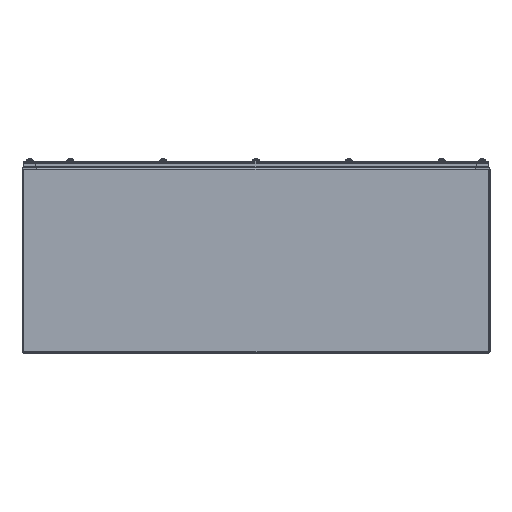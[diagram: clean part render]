
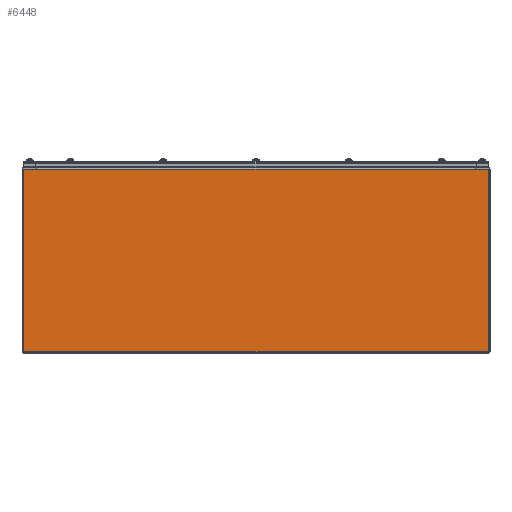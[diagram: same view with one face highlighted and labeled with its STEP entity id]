
A CAD part, left-side view. The second image highlights one B-rep face of the part: STEP entity #6448.
In plain terms, the highlighted face is planar.
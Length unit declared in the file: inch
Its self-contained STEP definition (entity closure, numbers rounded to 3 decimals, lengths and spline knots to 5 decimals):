
#166 = CARTESIAN_POINT ( 'NONE',  ( 0.875, 8.9745, 0. ) ) ;
#206 = CARTESIAN_POINT ( 'NONE',  ( 0.875, 11.856, 0. ) ) ;
#419 = VERTEX_POINT ( 'NONE', #10044 ) ;
#618 = EDGE_CURVE ( 'NONE', #6776, #3367, #6861, .T. ) ;
#986 = VERTEX_POINT ( 'NONE', #10761 ) ;
#1108 = VECTOR ( 'NONE', #1189, 39.37008 ) ;
#1189 = DIRECTION ( 'NONE',  ( 0., 1., 0. ) ) ;
#1190 = DIRECTION ( 'NONE',  ( 0., -1., 0. ) ) ;
#1595 = CARTESIAN_POINT ( 'NONE',  ( 30.062, 0., 0. ) ) ;
#1829 = ORIENTED_EDGE ( 'NONE', *, *, #9118, .F. ) ;
#1846 = VECTOR ( 'NONE', #5231, 39.37008 ) ;
#2291 = VECTOR ( 'NONE', #5199, 39.37008 ) ;
#2322 = CARTESIAN_POINT ( 'NONE',  ( 29.187, 11.856, 0. ) ) ;
#2463 = FACE_OUTER_BOUND ( 'NONE', #8429, .T. ) ;
#2671 = VECTOR ( 'NONE', #5334, 39.37008 ) ;
#2888 = ORIENTED_EDGE ( 'NONE', *, *, #618, .T. ) ;
#3196 = LINE ( 'NONE', #12475, #10768 ) ;
#3307 = EDGE_CURVE ( 'NONE', #9696, #6776, #10856, .T. ) ;
#3367 = VERTEX_POINT ( 'NONE', #3649 ) ;
#3649 = CARTESIAN_POINT ( 'NONE',  ( 0.875, 11.85665, 0. ) ) ;
#3761 = EDGE_CURVE ( 'NONE', #3367, #986, #5798, .T. ) ;
#4175 = ORIENTED_EDGE ( 'NONE', *, *, #7898, .F. ) ;
#4387 = PLANE ( 'NONE',  #7112 ) ;
#4898 = VECTOR ( 'NONE', #1190, 39.37008 ) ;
#4924 = CARTESIAN_POINT ( 'NONE',  ( 29.187, 8.9745, 0. ) ) ;
#4980 = LINE ( 'NONE', #9323, #2291 ) ;
#4993 = DIRECTION ( 'NONE',  ( 0., 1., 0. ) ) ;
#5010 = EDGE_CURVE ( 'NONE', #986, #10021, #9690, .T. ) ;
#5032 = CARTESIAN_POINT ( 'NONE',  ( 7.73425, 11.856, 0. ) ) ;
#5164 = CARTESIAN_POINT ( 'NONE',  ( 0., 11.966, 0. ) ) ;
#5199 = DIRECTION ( 'NONE',  ( 1., 0., 0. ) ) ;
#5231 = DIRECTION ( 'NONE',  ( 0., -1., 0. ) ) ;
#5334 = DIRECTION ( 'NONE',  ( 1., 0., 0. ) ) ;
#5344 = VERTEX_POINT ( 'NONE', #10617 ) ;
#5450 = DIRECTION ( 'NONE',  ( 0., 0., 1. ) ) ;
#5798 = LINE ( 'NONE', #11838, #7919 ) ;
#5805 = EDGE_CURVE ( 'NONE', #10021, #5344, #3196, .T. ) ;
#6023 = CARTESIAN_POINT ( 'NONE',  ( 30.062, 0., 0. ) ) ;
#6448 = ADVANCED_FACE ( 'NONE', ( #2463 ), #4387, .F. ) ;
#6776 = VERTEX_POINT ( 'NONE', #206 ) ;
#6861 = LINE ( 'NONE', #166, #1108 ) ;
#7112 = AXIS2_PLACEMENT_3D ( 'NONE', #11581, #5450, #12584 ) ;
#7182 = ORIENTED_EDGE ( 'NONE', *, *, #3761, .T. ) ;
#7328 = ORIENTED_EDGE ( 'NONE', *, *, #5010, .T. ) ;
#7678 = LINE ( 'NONE', #5164, #4898 ) ;
#7898 = EDGE_CURVE ( 'NONE', #8867, #5344, #12131, .T. ) ;
#7919 = VECTOR ( 'NONE', #12433, 39.37008 ) ;
#8106 = ORIENTED_EDGE ( 'NONE', *, *, #9777, .F. ) ;
#8429 = EDGE_LOOP ( 'NONE', ( #2888, #7182, #7328, #8722, #4175, #8106, #1829, #11668 ) ) ;
#8722 = ORIENTED_EDGE ( 'NONE', *, *, #5805, .T. ) ;
#8867 = VERTEX_POINT ( 'NONE', #1595 ) ;
#9118 = EDGE_CURVE ( 'NONE', #9696, #419, #7678, .T. ) ;
#9134 = VECTOR ( 'NONE', #4993, 39.37008 ) ;
#9241 = CARTESIAN_POINT ( 'NONE',  ( 0., 11.856, 0. ) ) ;
#9323 = CARTESIAN_POINT ( 'NONE',  ( 0., 0., 0. ) ) ;
#9690 = LINE ( 'NONE', #4924, #1846 ) ;
#9696 = VERTEX_POINT ( 'NONE', #9241 ) ;
#9777 = EDGE_CURVE ( 'NONE', #419, #8867, #4980, .T. ) ;
#10021 = VERTEX_POINT ( 'NONE', #2322 ) ;
#10044 = CARTESIAN_POINT ( 'NONE',  ( 0., 0., 0. ) ) ;
#10617 = CARTESIAN_POINT ( 'NONE',  ( 30.062, 11.856, 0. ) ) ;
#10761 = CARTESIAN_POINT ( 'NONE',  ( 29.187, 11.85665, 0. ) ) ;
#10768 = VECTOR ( 'NONE', #11451, 39.37008 ) ;
#10856 = LINE ( 'NONE', #5032, #2671 ) ;
#11451 = DIRECTION ( 'NONE',  ( 1., 0., 0. ) ) ;
#11581 = CARTESIAN_POINT ( 'NONE',  ( 15.031, 5.983, 0. ) ) ;
#11668 = ORIENTED_EDGE ( 'NONE', *, *, #3307, .T. ) ;
#11838 = CARTESIAN_POINT ( 'NONE',  ( 7.5155, 11.85665, 0. ) ) ;
#12131 = LINE ( 'NONE', #6023, #9134 ) ;
#12433 = DIRECTION ( 'NONE',  ( 1., 0., 0. ) ) ;
#12475 = CARTESIAN_POINT ( 'NONE',  ( 22.32775, 11.856, 0. ) ) ;
#12584 = DIRECTION ( 'NONE',  ( 1., 0., 0. ) ) ;
